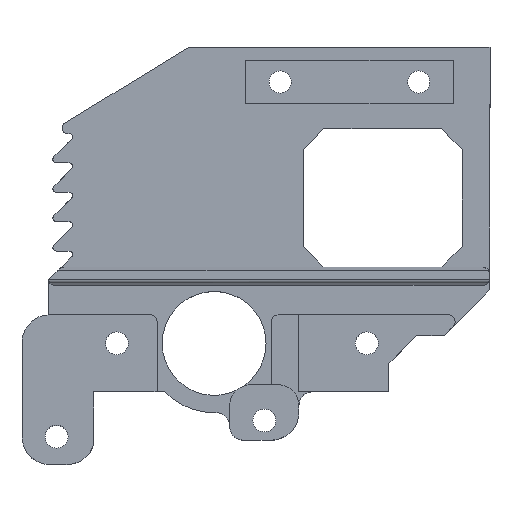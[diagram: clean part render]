
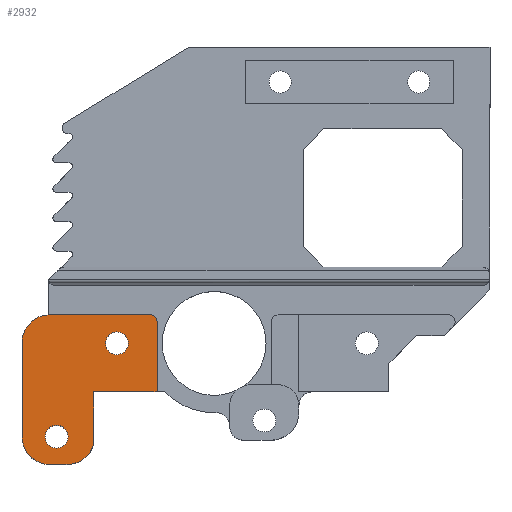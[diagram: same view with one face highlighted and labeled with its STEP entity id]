
A CAD part, top view. The second image highlights one B-rep face of the part: STEP entity #2932.
In plain terms, the highlighted planar face has unit normal (0, 0, 1).
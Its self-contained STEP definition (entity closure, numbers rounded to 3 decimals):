
#82 = VERTEX_POINT ( 'NONE', #1372 ) ;
#107 = VERTEX_POINT ( 'NONE', #1459 ) ;
#143 = CARTESIAN_POINT ( 'NONE',  ( -8.383, 1.315, 12. ) ) ;
#160 = VERTEX_POINT ( 'NONE', #1663 ) ;
#163 = EDGE_CURVE ( 'NONE', #872, #207, #4050, .T. ) ;
#186 = EDGE_CURVE ( 'NONE', #207, #4305, #4055, .T. ) ;
#195 = EDGE_CURVE ( 'NONE', #4305, #977, #4008, .T. ) ;
#201 = EDGE_CURVE ( 'NONE', #4036, #3489, #3998, .T. ) ;
#207 = VERTEX_POINT ( 'NONE', #1915 ) ;
#268 = EDGE_CURVE ( 'NONE', #1133, #2585, #3943, .T. ) ;
#330 = EDGE_CURVE ( 'NONE', #107, #1031, #3837, .T. ) ;
#336 = EDGE_CURVE ( 'NONE', #4301, #107, #3872, .T. ) ;
#340 = EDGE_CURVE ( 'NONE', #4301, #82, #3830, .T. ) ;
#350 = EDGE_CURVE ( 'NONE', #82, #160, #3842, .T. ) ;
#357 = CARTESIAN_POINT ( 'NONE',  ( 0.317, 14.815, 12. ) ) ;
#360 = EDGE_CURVE ( 'NONE', #160, #872, #3753, .T. ) ;
#368 = EDGE_CURVE ( 'NONE', #1730, #1031, #1965, .T. ) ;
#383 = CARTESIAN_POINT ( 'NONE',  ( 4.467, 7.815, 12. ) ) ;
#416 = CARTESIAN_POINT ( 'NONE',  ( -15.033, 1.315, 12. ) ) ;
#490 = EDGE_CURVE ( 'NONE', #2585, #1133, #3784, .T. ) ;
#500 = CARTESIAN_POINT ( 'NONE',  ( -4.66, 0.315, 12. ) ) ;
#517 = CARTESIAN_POINT ( 'NONE',  ( -8.533, 1.315, 12. ) ) ;
#644 = DIRECTION ( 'NONE',  ( 0., 1., 0. ) ) ;
#654 = DIRECTION ( 'NONE',  ( 0., -1., 0. ) ) ;
#756 = DIRECTION ( 'NONE',  ( 1., 0., 0. ) ) ;
#771 = DIRECTION ( 'NONE',  ( 0., 0., 1. ) ) ;
#786 = CARTESIAN_POINT ( 'NONE',  ( -10.033, 1.315, 12. ) ) ;
#803 = CARTESIAN_POINT ( 'NONE',  ( -8.533, 1.315, 12. ) ) ;
#844 = DIRECTION ( 'NONE',  ( 0., 0., 1. ) ) ;
#872 = VERTEX_POINT ( 'NONE', #1375 ) ;
#949 = DIRECTION ( 'NONE',  ( 1., 0., 0. ) ) ;
#977 = VERTEX_POINT ( 'NONE', #2337 ) ;
#1031 = VERTEX_POINT ( 'NONE', #500 ) ;
#1133 = VERTEX_POINT ( 'NONE', #357 ) ;
#1230 = CARTESIAN_POINT ( 'NONE',  ( -8.533, -2.685, 12. ) ) ;
#1231 = AXIS2_PLACEMENT_3D ( 'NONE', #3006, #3010, #3015 ) ;
#1340 = AXIS2_PLACEMENT_3D ( 'NONE', #786, #771, #756 ) ;
#1347 = CARTESIAN_POINT ( 'NONE',  ( -2.983, 14.815, 12. ) ) ;
#1372 = CARTESIAN_POINT ( 'NONE',  ( 4.467, 17.915, 12. ) ) ;
#1375 = CARTESIAN_POINT ( 'NONE',  ( -11.278, 18.915, 12. ) ) ;
#1459 = CARTESIAN_POINT ( 'NONE',  ( -4.66, 7.815, 12. ) ) ;
#1592 = EDGE_CURVE ( 'NONE', #977, #1730, #1816, .T. ) ;
#1663 = CARTESIAN_POINT ( 'NONE',  ( 3.467, 18.915, 12. ) ) ;
#1677 = CARTESIAN_POINT ( 'NONE',  ( -11.033, 14.923, 12. ) ) ;
#1679 = DIRECTION ( 'NONE',  ( 0., 0., 1. ) ) ;
#1687 = DIRECTION ( 'NONE',  ( 1., 0., 0. ) ) ;
#1713 = DIRECTION ( 'NONE',  ( 0., -1., 0. ) ) ;
#1718 = AXIS2_PLACEMENT_3D ( 'NONE', #2387, #2391, #2396 ) ;
#1730 = VERTEX_POINT ( 'NONE', #1230 ) ;
#1798 = CARTESIAN_POINT ( 'NONE',  ( -15.033, 14.923, 12. ) ) ;
#1816 = LINE ( 'NONE', #2042, #1823 ) ;
#1823 = VECTOR ( 'NONE', #1955, 1000. ) ;
#1878 = CARTESIAN_POINT ( 'NONE',  ( -11.033, 1.315, 12. ) ) ;
#1879 = DIRECTION ( 'NONE',  ( 0., 0., 1. ) ) ;
#1884 = DIRECTION ( 'NONE',  ( 1., 0., 0. ) ) ;
#1915 = CARTESIAN_POINT ( 'NONE',  ( -15.033, 14.923, 12. ) ) ;
#1929 = CARTESIAN_POINT ( 'NONE',  ( -10.033, 1.315, 12. ) ) ;
#1937 = DIRECTION ( 'NONE',  ( 0., 0., 1. ) ) ;
#1942 = DIRECTION ( 'NONE',  ( 1., 0., 0. ) ) ;
#1955 = DIRECTION ( 'NONE',  ( 1., 0., 0. ) ) ;
#1965 = CIRCLE ( 'NONE', #3418, 4. ) ;
#2042 = CARTESIAN_POINT ( 'NONE',  ( -11.033, -2.685, 12. ) ) ;
#2327 = ORIENTED_EDGE ( 'NONE', *, *, #330, .F. ) ;
#2337 = CARTESIAN_POINT ( 'NONE',  ( -11.033, -2.685, 12. ) ) ;
#2339 = AXIS2_PLACEMENT_3D ( 'NONE', #517, #3576, #3559 ) ;
#2350 = ORIENTED_EDGE ( 'NONE', *, *, #336, .F. ) ;
#2372 = ORIENTED_EDGE ( 'NONE', *, *, #340, .T. ) ;
#2387 = CARTESIAN_POINT ( 'NONE',  ( -1.333, 14.815, 12. ) ) ;
#2391 = DIRECTION ( 'NONE',  ( 0., 0., 1. ) ) ;
#2396 = DIRECTION ( 'NONE',  ( 1., 0., 0. ) ) ;
#2468 = CIRCLE ( 'NONE', #1340, 1.65 ) ;
#2543 = AXIS2_PLACEMENT_3D ( 'NONE', #1677, #1679, #1687 ) ;
#2560 = FACE_OUTER_BOUND ( 'NONE', #3328, .T. ) ;
#2570 = FACE_BOUND ( 'NONE', #3315, .T. ) ;
#2576 = FACE_BOUND ( 'NONE', #3343, .T. ) ;
#2585 = VERTEX_POINT ( 'NONE', #1347 ) ;
#2590 = ORIENTED_EDGE ( 'NONE', *, *, #350, .T. ) ;
#2593 = CARTESIAN_POINT ( 'NONE',  ( 4.467, 7.815, 12. ) ) ;
#2603 = CARTESIAN_POINT ( 'NONE',  ( -4.66, 0.315, 12. ) ) ;
#2614 = CARTESIAN_POINT ( 'NONE',  ( -4.66, 7.815, 12. ) ) ;
#2620 = ORIENTED_EDGE ( 'NONE', *, *, #360, .T. ) ;
#2627 = DIRECTION ( 'NONE',  ( -1., 0., 0. ) ) ;
#2652 = ORIENTED_EDGE ( 'NONE', *, *, #163, .T. ) ;
#2682 = ORIENTED_EDGE ( 'NONE', *, *, #186, .T. ) ;
#2762 = CARTESIAN_POINT ( 'NONE',  ( -11.278, 18.915, 12. ) ) ;
#2932 = ADVANCED_FACE ( 'NONE', ( #2560, #2576, #2570 ), #3836, .T. ) ;
#2936 = CARTESIAN_POINT ( 'NONE',  ( -11.683, 1.315, 12. ) ) ;
#2955 = AXIS2_PLACEMENT_3D ( 'NONE', #3542, #3547, #3567 ) ;
#3006 = CARTESIAN_POINT ( 'NONE',  ( -1.333, 14.815, 12. ) ) ;
#3010 = DIRECTION ( 'NONE',  ( 0., 0., 1. ) ) ;
#3015 = DIRECTION ( 'NONE',  ( 1., 0., 0. ) ) ;
#3085 = ORIENTED_EDGE ( 'NONE', *, *, #195, .T. ) ;
#3115 = ORIENTED_EDGE ( 'NONE', *, *, #1592, .T. ) ;
#3158 = ORIENTED_EDGE ( 'NONE', *, *, #368, .T. ) ;
#3180 = EDGE_CURVE ( 'NONE', #3489, #4036, #2468, .T. ) ;
#3193 = ORIENTED_EDGE ( 'NONE', *, *, #490, .F. ) ;
#3219 = ORIENTED_EDGE ( 'NONE', *, *, #268, .F. ) ;
#3315 = EDGE_LOOP ( 'NONE', ( #4162, #4137 ) ) ;
#3328 = EDGE_LOOP ( 'NONE', ( #2327, #2350, #2372, #2590, #2620, #2652, #2682, #3085, #3115, #3158 ) ) ;
#3343 = EDGE_LOOP ( 'NONE', ( #3193, #3219 ) ) ;
#3418 = AXIS2_PLACEMENT_3D ( 'NONE', #803, #844, #949 ) ;
#3489 = VERTEX_POINT ( 'NONE', #2936 ) ;
#3542 = CARTESIAN_POINT ( 'NONE',  ( 3.467, 17.915, 12. ) ) ;
#3547 = DIRECTION ( 'NONE',  ( 0., 0., 1. ) ) ;
#3559 = DIRECTION ( 'NONE',  ( 1., 0., 0. ) ) ;
#3567 = DIRECTION ( 'NONE',  ( 1., 0., 0. ) ) ;
#3576 = DIRECTION ( 'NONE',  ( 0., 0., 1. ) ) ;
#3753 = LINE ( 'NONE', #2762, #3767 ) ;
#3767 = VECTOR ( 'NONE', #3795, 1000. ) ;
#3784 = CIRCLE ( 'NONE', #1231, 1.65 ) ;
#3795 = DIRECTION ( 'NONE',  ( -1., 0., 0. ) ) ;
#3822 = VECTOR ( 'NONE', #644, 1000. ) ;
#3830 = LINE ( 'NONE', #2593, #3822 ) ;
#3834 = VECTOR ( 'NONE', #654, 1000. ) ;
#3836 = PLANE ( 'NONE',  #2339 ) ;
#3837 = LINE ( 'NONE', #2603, #3834 ) ;
#3842 = CIRCLE ( 'NONE', #2955, 1. ) ;
#3872 = LINE ( 'NONE', #2614, #3894 ) ;
#3894 = VECTOR ( 'NONE', #2627, 1000. ) ;
#3936 = AXIS2_PLACEMENT_3D ( 'NONE', #1878, #1879, #1884 ) ;
#3943 = CIRCLE ( 'NONE', #1718, 1.65 ) ;
#3998 = CIRCLE ( 'NONE', #4335, 1.65 ) ;
#4008 = CIRCLE ( 'NONE', #3936, 4. ) ;
#4015 = VECTOR ( 'NONE', #1713, 1000. ) ;
#4036 = VERTEX_POINT ( 'NONE', #143 ) ;
#4050 = CIRCLE ( 'NONE', #2543, 4. ) ;
#4055 = LINE ( 'NONE', #1798, #4015 ) ;
#4137 = ORIENTED_EDGE ( 'NONE', *, *, #201, .F. ) ;
#4162 = ORIENTED_EDGE ( 'NONE', *, *, #3180, .F. ) ;
#4301 = VERTEX_POINT ( 'NONE', #383 ) ;
#4305 = VERTEX_POINT ( 'NONE', #416 ) ;
#4335 = AXIS2_PLACEMENT_3D ( 'NONE', #1929, #1937, #1942 ) ;
